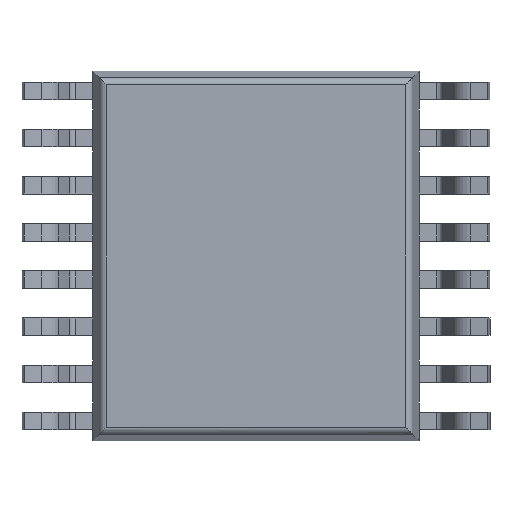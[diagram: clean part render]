
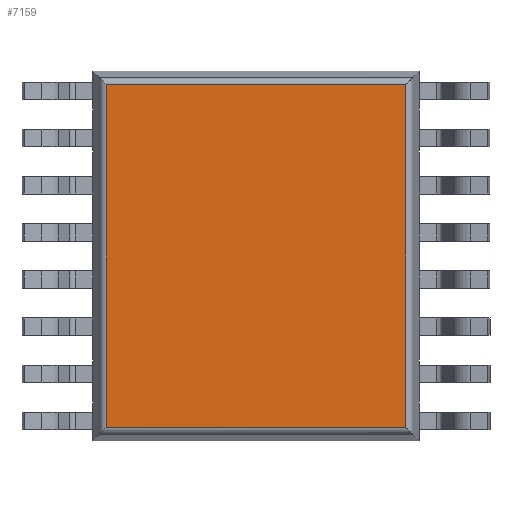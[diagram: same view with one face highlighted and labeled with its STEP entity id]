
A CAD part, front view. The second image highlights one B-rep face of the part: STEP entity #7159.
In plain terms, the highlighted planar face has unit normal (0, -1, 0).
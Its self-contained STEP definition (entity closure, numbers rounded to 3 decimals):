
#93 = ORIENTED_EDGE ( 'NONE', *, *, #9464, .T. ) ;
#899 = DIRECTION ( 'NONE',  ( 1., 0., 0. ) ) ;
#1089 = CARTESIAN_POINT ( 'NONE',  ( 2.063, 0.15, 2.363 ) ) ;
#1334 = VECTOR ( 'NONE', #10231, 1000. ) ;
#1437 = EDGE_CURVE ( 'NONE', #9643, #7796, #5136, .T. ) ;
#1590 = CARTESIAN_POINT ( 'NONE',  ( 2.063, 0.15, -2.55 ) ) ;
#2243 = PLANE ( 'NONE',  #6940 ) ;
#2321 = DIRECTION ( 'NONE',  ( 0., -1., 0. ) ) ;
#2794 = ORIENTED_EDGE ( 'NONE', *, *, #4304, .T. ) ;
#2896 = CARTESIAN_POINT ( 'NONE',  ( -2.063, 0.15, -2.55 ) ) ;
#3431 = EDGE_LOOP ( 'NONE', ( #5148, #10214, #93, #2794 ) ) ;
#4030 = DIRECTION ( 'NONE',  ( -1., 0., 0. ) ) ;
#4304 = EDGE_CURVE ( 'NONE', #6863, #9643, #7419, .T. ) ;
#4504 = CARTESIAN_POINT ( 'NONE',  ( -2.25, 0.15, -2.363 ) ) ;
#4856 = VECTOR ( 'NONE', #9916, 1000. ) ;
#5096 = LINE ( 'NONE', #4504, #9760 ) ;
#5098 = VECTOR ( 'NONE', #4030, 1000. ) ;
#5136 = LINE ( 'NONE', #2896, #4856 ) ;
#5148 = ORIENTED_EDGE ( 'NONE', *, *, #1437, .T. ) ;
#5696 = EDGE_CURVE ( 'NONE', #7796, #10670, #5096, .T. ) ;
#6641 = FACE_OUTER_BOUND ( 'NONE', #3431, .T. ) ;
#6863 = VERTEX_POINT ( 'NONE', #1089 ) ;
#6940 = AXIS2_PLACEMENT_3D ( 'NONE', #7572, #2321, #8481 ) ;
#7024 = CARTESIAN_POINT ( 'NONE',  ( -2.063, 0.15, 2.363 ) ) ;
#7159 = ADVANCED_FACE ( 'NONE', ( #6641 ), #2243, .T. ) ;
#7419 = LINE ( 'NONE', #10125, #5098 ) ;
#7572 = CARTESIAN_POINT ( 'NONE',  ( -2.25, 0.15, -2.55 ) ) ;
#7796 = VERTEX_POINT ( 'NONE', #9690 ) ;
#7851 = CARTESIAN_POINT ( 'NONE',  ( 2.063, 0.15, -2.363 ) ) ;
#8481 = DIRECTION ( 'NONE',  ( 0., 0., -1. ) ) ;
#9464 = EDGE_CURVE ( 'NONE', #10670, #6863, #10385, .T. ) ;
#9643 = VERTEX_POINT ( 'NONE', #7024 ) ;
#9690 = CARTESIAN_POINT ( 'NONE',  ( -2.063, 0.15, -2.363 ) ) ;
#9760 = VECTOR ( 'NONE', #899, 1000. ) ;
#9916 = DIRECTION ( 'NONE',  ( 0., 0., -1. ) ) ;
#10125 = CARTESIAN_POINT ( 'NONE',  ( -2.25, 0.15, 2.363 ) ) ;
#10214 = ORIENTED_EDGE ( 'NONE', *, *, #5696, .T. ) ;
#10231 = DIRECTION ( 'NONE',  ( 0., 0., 1. ) ) ;
#10385 = LINE ( 'NONE', #1590, #1334 ) ;
#10670 = VERTEX_POINT ( 'NONE', #7851 ) ;
